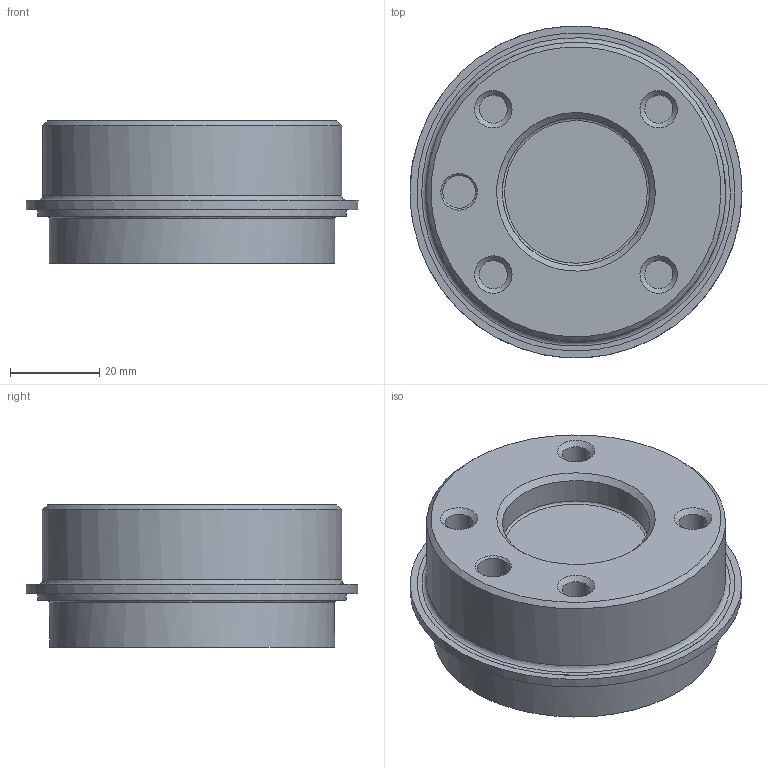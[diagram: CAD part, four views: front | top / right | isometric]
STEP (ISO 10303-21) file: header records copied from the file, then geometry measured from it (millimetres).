
FILE_DESCRIPTION(('FreeCAD Model'),'2;1');
FILE_NAME('Open CASCADE Shape Model','2025-05-02T20:45:31',('FreeCAD'),( 'FreeCAD'),'Open CASCADE STEP processor 7.6','FreeCAD','Unknown');
FILE_SCHEMA(('AUTOMOTIVE_DESIGN { 1 0 10303 214 1 1 1 1 }'));
Length unit declared in the file: millimetre
Products named in the file (1): Open CASCADE STEP translator 7.6 1
Bounding box: 74.43 x 74.32 x 31.87 mm (x, y, z)
Volume: 102449.9 mm3; surface area: 17303.6 mm2
Topology: 1 solids, 1 shells, 33 faces, 54 edges, 33 vertices
Faces by surface type: bspline 33
Entity records: 1182 total; most frequent: CARTESIAN_POINT 821, ORIENTED_EDGE 108, EDGE_CURVE 54, FACE_BOUND 43, EDGE_LOOP 43, ADVANCED_FACE 33, VERTEX_POINT 33, B_SPLINE_CURVE_WITH_KNOTS 18
